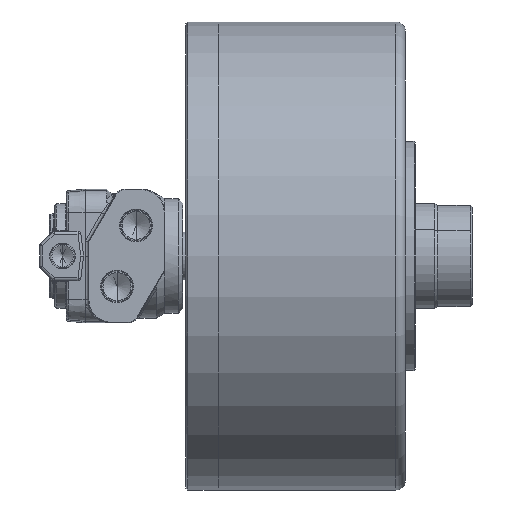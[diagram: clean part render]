
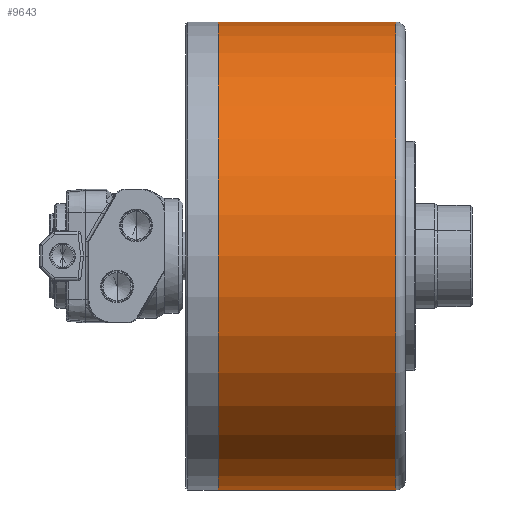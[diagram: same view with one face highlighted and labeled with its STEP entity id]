
A CAD part, front view. The second image highlights one B-rep face of the part: STEP entity #9643.
In plain terms, the highlighted cylindrical face has radius 122.5 mm (diameter 245 mm), a partial arc.
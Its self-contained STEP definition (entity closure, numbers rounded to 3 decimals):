
#8741 = VERTEX_POINT ( 'NONE', #13449 ) ;
#8762 = VERTEX_POINT ( 'NONE', #13867 ) ;
#9316 = EDGE_CURVE ( 'NONE', #8741, #9420, #14960, .T. ) ;
#9372 = VERTEX_POINT ( 'NONE', #15079 ) ;
#9420 = VERTEX_POINT ( 'NONE', #15105 ) ;
#9426 = EDGE_LOOP ( 'NONE', ( #9617, #9475, #9476, #9477 ) ) ;
#9440 = EDGE_CURVE ( 'NONE', #9372, #9420, #15164, .T. ) ;
#9466 = EDGE_CURVE ( 'NONE', #8762, #9372, #15186, .T. ) ;
#9475 = ORIENTED_EDGE ( 'NONE', *, *, #9642, .T. ) ;
#9476 = ORIENTED_EDGE ( 'NONE', *, *, #9316, .T. ) ;
#9477 = ORIENTED_EDGE ( 'NONE', *, *, #9440, .F. ) ;
#9617 = ORIENTED_EDGE ( 'NONE', *, *, #9466, .F. ) ;
#9642 = EDGE_CURVE ( 'NONE', #8762, #8741, #15210, .T. ) ;
#9643 = ADVANCED_FACE ( 'NONE', ( #15227 ), #15192, .T. ) ;
#13449 = CARTESIAN_POINT ( 'NONE',  ( 93., 0., 122.5 ) ) ;
#13867 = CARTESIAN_POINT ( 'NONE',  ( 93., 0., -122.5 ) ) ;
#14952 = VECTOR ( 'NONE', #14958, 1000. ) ;
#14958 = DIRECTION ( 'NONE',  ( -1., 0., 0. ) ) ;
#14959 = CARTESIAN_POINT ( 'NONE',  ( 0., 0., 122.5 ) ) ;
#14960 = LINE ( 'NONE', #14959, #14952 ) ;
#15079 = CARTESIAN_POINT ( 'NONE',  ( 0., 0., -122.5 ) ) ;
#15105 = CARTESIAN_POINT ( 'NONE',  ( 0., 0., 122.5 ) ) ;
#15142 = DIRECTION ( 'NONE',  ( 0., 0., 1. ) ) ;
#15143 = DIRECTION ( 'NONE',  ( -1., 0., 0. ) ) ;
#15144 = AXIS2_PLACEMENT_3D ( 'NONE', #15173, #15143, #15142 ) ;
#15157 = DIRECTION ( 'NONE',  ( -1., 0., 0. ) ) ;
#15164 = CIRCLE ( 'NONE', #15144, 122.5 ) ;
#15173 = CARTESIAN_POINT ( 'NONE',  ( 0., 0., 0. ) ) ;
#15178 = VECTOR ( 'NONE', #15157, 1000. ) ;
#15185 = CARTESIAN_POINT ( 'NONE',  ( 0., 0., -122.5 ) ) ;
#15186 = LINE ( 'NONE', #15185, #15178 ) ;
#15192 = CYLINDRICAL_SURFACE ( 'NONE', #15219, 122.5 ) ;
#15206 = DIRECTION ( 'NONE',  ( -1., 0., 0. ) ) ;
#15207 = CARTESIAN_POINT ( 'NONE',  ( 0., 0., 0. ) ) ;
#15208 = CARTESIAN_POINT ( 'NONE',  ( 93., 0., 0. ) ) ;
#15209 = AXIS2_PLACEMENT_3D ( 'NONE', #15208, #15229, #15228 ) ;
#15210 = CIRCLE ( 'NONE', #15209, 122.5 ) ;
#15219 = AXIS2_PLACEMENT_3D ( 'NONE', #15207, #15206, #15241 ) ;
#15227 = FACE_OUTER_BOUND ( 'NONE', #9426, .T. ) ;
#15228 = DIRECTION ( 'NONE',  ( 0., 0., 1. ) ) ;
#15229 = DIRECTION ( 'NONE',  ( -1., 0., 0. ) ) ;
#15241 = DIRECTION ( 'NONE',  ( 0., 0., 1. ) ) ;
